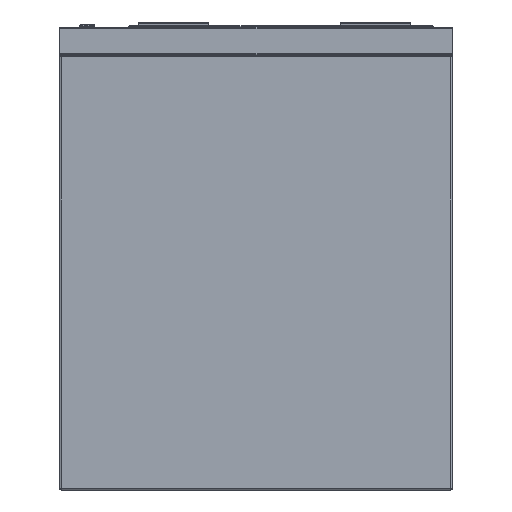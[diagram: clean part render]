
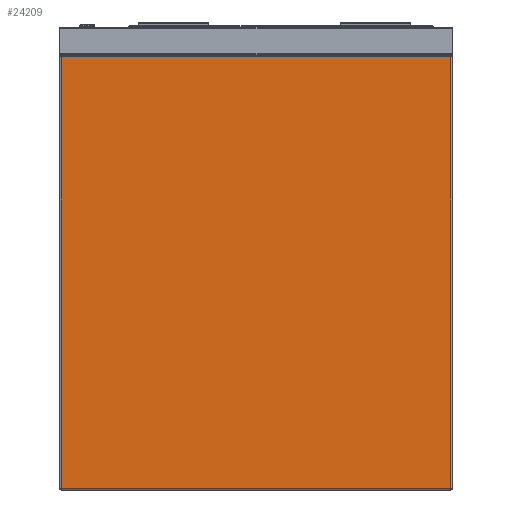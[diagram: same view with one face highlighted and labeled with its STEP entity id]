
A CAD part, left-side view. The second image highlights one B-rep face of the part: STEP entity #24209.
In plain terms, the highlighted planar face has unit normal (-1, 0, 0).
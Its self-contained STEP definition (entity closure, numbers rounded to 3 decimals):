
#269 = ORIENTED_EDGE ( 'NONE', *, *, #4582, .T. ) ;
#785 = EDGE_LOOP ( 'NONE', ( #8040, #34815, #269, #6635 ) ) ;
#3173 = FACE_OUTER_BOUND ( 'NONE', #785, .T. ) ;
#4582 = EDGE_CURVE ( 'NONE', #27455, #8918, #32616, .T. ) ;
#4948 = CARTESIAN_POINT ( 'NONE',  ( -440., -278., -660. ) ) ;
#5498 = LINE ( 'NONE', #4948, #15012 ) ;
#5979 = CARTESIAN_POINT ( 'NONE',  ( -440., -280., -658. ) ) ;
#6099 = DIRECTION ( 'NONE',  ( -1., 0., 0. ) ) ;
#6151 = LINE ( 'NONE', #5979, #25556 ) ;
#6635 = ORIENTED_EDGE ( 'NONE', *, *, #9515, .T. ) ;
#7834 = DIRECTION ( 'NONE',  ( 0., 0., -1. ) ) ;
#8040 = ORIENTED_EDGE ( 'NONE', *, *, #20384, .T. ) ;
#8735 = CARTESIAN_POINT ( 'NONE',  ( -440., 278., -658. ) ) ;
#8816 = CARTESIAN_POINT ( 'NONE',  ( -440., -280., -660. ) ) ;
#8918 = VERTEX_POINT ( 'NONE', #8735 ) ;
#9515 = EDGE_CURVE ( 'NONE', #8918, #34445, #6151, .T. ) ;
#9701 = LINE ( 'NONE', #31757, #30110 ) ;
#12296 = VERTEX_POINT ( 'NONE', #21238 ) ;
#15012 = VECTOR ( 'NONE', #22440, 1000. ) ;
#15381 = DIRECTION ( 'NONE',  ( 0., 1., 0. ) ) ;
#17286 = DIRECTION ( 'NONE',  ( 0., -1., 0. ) ) ;
#17413 = DIRECTION ( 'NONE',  ( 0., -1., 0. ) ) ;
#18345 = VECTOR ( 'NONE', #7834, 1000. ) ;
#19637 = CARTESIAN_POINT ( 'NONE',  ( -440., 278., -42. ) ) ;
#20009 = AXIS2_PLACEMENT_3D ( 'NONE', #8816, #6099, #17413 ) ;
#20384 = EDGE_CURVE ( 'NONE', #34445, #12296, #5498, .T. ) ;
#21238 = CARTESIAN_POINT ( 'NONE',  ( -440., -278., -42. ) ) ;
#21502 = CARTESIAN_POINT ( 'NONE',  ( -440., 278., -660. ) ) ;
#21672 = CARTESIAN_POINT ( 'NONE',  ( -440., -278., -658. ) ) ;
#22440 = DIRECTION ( 'NONE',  ( 0., 0., 1. ) ) ;
#23040 = PLANE ( 'NONE',  #20009 ) ;
#24209 = ADVANCED_FACE ( 'Fl�che7', ( #3173 ), #23040, .T. ) ;
#25556 = VECTOR ( 'NONE', #17286, 1000. ) ;
#27455 = VERTEX_POINT ( 'NONE', #19637 ) ;
#29254 = EDGE_CURVE ( 'NONE', #12296, #27455, #9701, .T. ) ;
#30110 = VECTOR ( 'NONE', #15381, 1000. ) ;
#31757 = CARTESIAN_POINT ( 'NONE',  ( -440., 280., -42. ) ) ;
#32616 = LINE ( 'NONE', #21502, #18345 ) ;
#34445 = VERTEX_POINT ( 'NONE', #21672 ) ;
#34815 = ORIENTED_EDGE ( 'NONE', *, *, #29254, .T. ) ;
